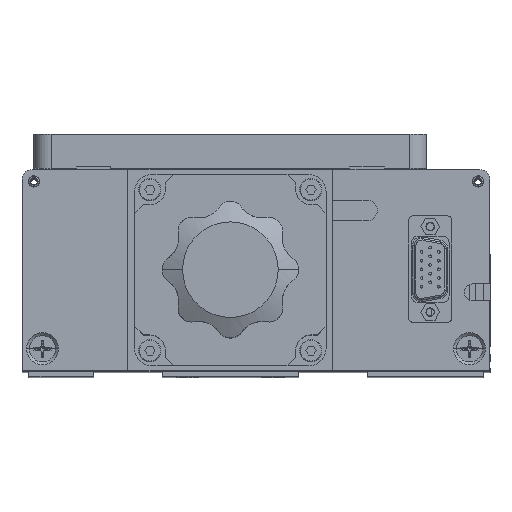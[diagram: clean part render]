
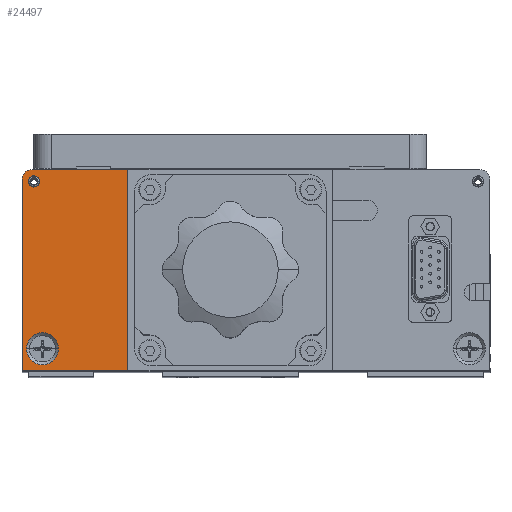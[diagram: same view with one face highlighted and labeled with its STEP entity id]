
A CAD part, top view. The second image highlights one B-rep face of the part: STEP entity #24497.
In plain terms, the highlighted planar face has unit normal (0, 0, 1).
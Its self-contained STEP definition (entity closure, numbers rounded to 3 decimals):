
#31 = CARTESIAN_POINT ( 'NONE',  ( -60.911, -2.418, 142.5 ) ) ;
#1309 = EDGE_LOOP ( 'NONE', ( #38661, #27893, #25132, #13247, #13164 ) ) ;
#1371 = DIRECTION ( 'NONE',  ( 1., 0., 0. ) ) ;
#2493 = PLANE ( 'NONE',  #23125 ) ;
#3999 = EDGE_CURVE ( 'NONE', #24601, #5469, #39174, .T. ) ;
#4011 = EDGE_CURVE ( 'NONE', #20933, #10674, #36149, .T. ) ;
#5075 = DIRECTION ( 'NONE',  ( 0., 0., 1. ) ) ;
#5469 = VERTEX_POINT ( 'NONE', #32937 ) ;
#5785 = CARTESIAN_POINT ( 'NONE',  ( -40.611, 50.082, 142.5 ) ) ;
#5878 = DIRECTION ( 'NONE',  ( 0., 0., 1. ) ) ;
#5918 = DIRECTION ( 'NONE',  ( -1., 0., 0. ) ) ;
#6477 = CIRCLE ( 'NONE', #24633, 1.65 ) ;
#7164 = VECTOR ( 'NONE', #40699, 1000. ) ;
#7533 = DIRECTION ( 'NONE',  ( 0., 0., 1. ) ) ;
#7572 = DIRECTION ( 'NONE',  ( 0., 0., 1. ) ) ;
#8206 = ORIENTED_EDGE ( 'NONE', *, *, #8653, .F. ) ;
#8653 = EDGE_CURVE ( 'NONE', #15945, #11905, #35734, .T. ) ;
#9197 = FACE_BOUND ( 'NONE', #35109, .T. ) ;
#9435 = CARTESIAN_POINT ( 'NONE',  ( -40.611, -8.918, 142.5 ) ) ;
#10031 = CARTESIAN_POINT ( 'NONE',  ( -68.611, 50.082, 142.5 ) ) ;
#10203 = FACE_OUTER_BOUND ( 'NONE', #1309, .T. ) ;
#10674 = VERTEX_POINT ( 'NONE', #19905 ) ;
#11344 = CARTESIAN_POINT ( 'NONE',  ( -40.611, 50.082, 142.5 ) ) ;
#11523 = DIRECTION ( 'NONE',  ( 0., 0., 1. ) ) ;
#11905 = VERTEX_POINT ( 'NONE', #31 ) ;
#12885 = EDGE_CURVE ( 'NONE', #11905, #15945, #27163, .T. ) ;
#13164 = ORIENTED_EDGE ( 'NONE', *, *, #13244, .T. ) ;
#13244 = EDGE_CURVE ( 'NONE', #13682, #15541, #40335, .T. ) ;
#13247 = ORIENTED_EDGE ( 'NONE', *, *, #17741, .T. ) ;
#13682 = VERTEX_POINT ( 'NONE', #18744 ) ;
#13763 = EDGE_CURVE ( 'NONE', #10674, #23070, #20871, .T. ) ;
#15535 = CIRCLE ( 'NONE', #18960, 3. ) ;
#15541 = VERTEX_POINT ( 'NONE', #10031 ) ;
#15767 = AXIS2_PLACEMENT_3D ( 'NONE', #27102, #7533, #30360 ) ;
#15877 = LINE ( 'NONE', #11344, #7164 ) ;
#15945 = VERTEX_POINT ( 'NONE', #28723 ) ;
#17312 = EDGE_LOOP ( 'NONE', ( #35514, #8206 ) ) ;
#17741 = EDGE_CURVE ( 'NONE', #23070, #13682, #15877, .T. ) ;
#18235 = CARTESIAN_POINT ( 'NONE',  ( -71.611, 47.082, 142.5 ) ) ;
#18744 = CARTESIAN_POINT ( 'NONE',  ( -40.611, 50.082, 142.5 ) ) ;
#18918 = FACE_BOUND ( 'NONE', #17312, .T. ) ;
#18960 = AXIS2_PLACEMENT_3D ( 'NONE', #27136, #7572, #30393 ) ;
#19905 = CARTESIAN_POINT ( 'NONE',  ( -71.611, -8.918, 142.5 ) ) ;
#20327 = ORIENTED_EDGE ( 'NONE', *, *, #35047, .F. ) ;
#20871 = LINE ( 'NONE', #9435, #36165 ) ;
#20933 = VERTEX_POINT ( 'NONE', #25271 ) ;
#20947 = DIRECTION ( 'NONE',  ( 0., 0., 1. ) ) ;
#21799 = ORIENTED_EDGE ( 'NONE', *, *, #3999, .F. ) ;
#23070 = VERTEX_POINT ( 'NONE', #23864 ) ;
#23125 = AXIS2_PLACEMENT_3D ( 'NONE', #25475, #5878, #28743 ) ;
#23864 = CARTESIAN_POINT ( 'NONE',  ( -40.611, -8.918, 142.5 ) ) ;
#24497 = ADVANCED_FACE ( 'NONE', ( #18918, #10203, #9197 ), #2493, .T. ) ;
#24601 = VERTEX_POINT ( 'NONE', #32426 ) ;
#24633 = AXIS2_PLACEMENT_3D ( 'NONE', #24651, #5075, #27928 ) ;
#24651 = CARTESIAN_POINT ( 'NONE',  ( -68.111, 46.582, 142.5 ) ) ;
#25132 = ORIENTED_EDGE ( 'NONE', *, *, #13763, .T. ) ;
#25271 = CARTESIAN_POINT ( 'NONE',  ( -71.611, 47.082, 142.5 ) ) ;
#25475 = CARTESIAN_POINT ( 'NONE',  ( -68.611, 47.082, 142.5 ) ) ;
#27102 = CARTESIAN_POINT ( 'NONE',  ( -65.611, -2.418, 142.5 ) ) ;
#27136 = CARTESIAN_POINT ( 'NONE',  ( -68.611, 47.082, 142.5 ) ) ;
#27163 = CIRCLE ( 'NONE', #15767, 4.7 ) ;
#27893 = ORIENTED_EDGE ( 'NONE', *, *, #4011, .T. ) ;
#27928 = DIRECTION ( 'NONE',  ( 1., 0., 0. ) ) ;
#28723 = CARTESIAN_POINT ( 'NONE',  ( -70.311, -2.418, 142.5 ) ) ;
#28743 = DIRECTION ( 'NONE',  ( 1., 0., 0. ) ) ;
#30187 = AXIS2_PLACEMENT_3D ( 'NONE', #31073, #11523, #34345 ) ;
#30360 = DIRECTION ( 'NONE',  ( 1., 0., 0. ) ) ;
#30393 = DIRECTION ( 'NONE',  ( 1., 0., 0. ) ) ;
#31073 = CARTESIAN_POINT ( 'NONE',  ( -68.111, 46.582, 142.5 ) ) ;
#31615 = AXIS2_PLACEMENT_3D ( 'NONE', #40425, #20947, #1371 ) ;
#31705 = VECTOR ( 'NONE', #5918, 1000. ) ;
#32426 = CARTESIAN_POINT ( 'NONE',  ( -66.461, 46.582, 142.5 ) ) ;
#32937 = CARTESIAN_POINT ( 'NONE',  ( -69.761, 46.582, 142.5 ) ) ;
#34345 = DIRECTION ( 'NONE',  ( 1., 0., 0. ) ) ;
#34499 = DIRECTION ( 'NONE',  ( 0., -1., 0. ) ) ;
#35047 = EDGE_CURVE ( 'NONE', #5469, #24601, #6477, .T. ) ;
#35109 = EDGE_LOOP ( 'NONE', ( #20327, #21799 ) ) ;
#35117 = VECTOR ( 'NONE', #34499, 1000. ) ;
#35514 = ORIENTED_EDGE ( 'NONE', *, *, #12885, .F. ) ;
#35734 = CIRCLE ( 'NONE', #31615, 4.7 ) ;
#36149 = LINE ( 'NONE', #18235, #35117 ) ;
#36165 = VECTOR ( 'NONE', #42079, 1000. ) ;
#38661 = ORIENTED_EDGE ( 'NONE', *, *, #41237, .T. ) ;
#39174 = CIRCLE ( 'NONE', #30187, 1.65 ) ;
#40335 = LINE ( 'NONE', #5785, #31705 ) ;
#40425 = CARTESIAN_POINT ( 'NONE',  ( -65.611, -2.418, 142.5 ) ) ;
#40699 = DIRECTION ( 'NONE',  ( 0., 1., 0. ) ) ;
#41237 = EDGE_CURVE ( 'NONE', #15541, #20933, #15535, .T. ) ;
#42079 = DIRECTION ( 'NONE',  ( 1., 0., 0. ) ) ;
